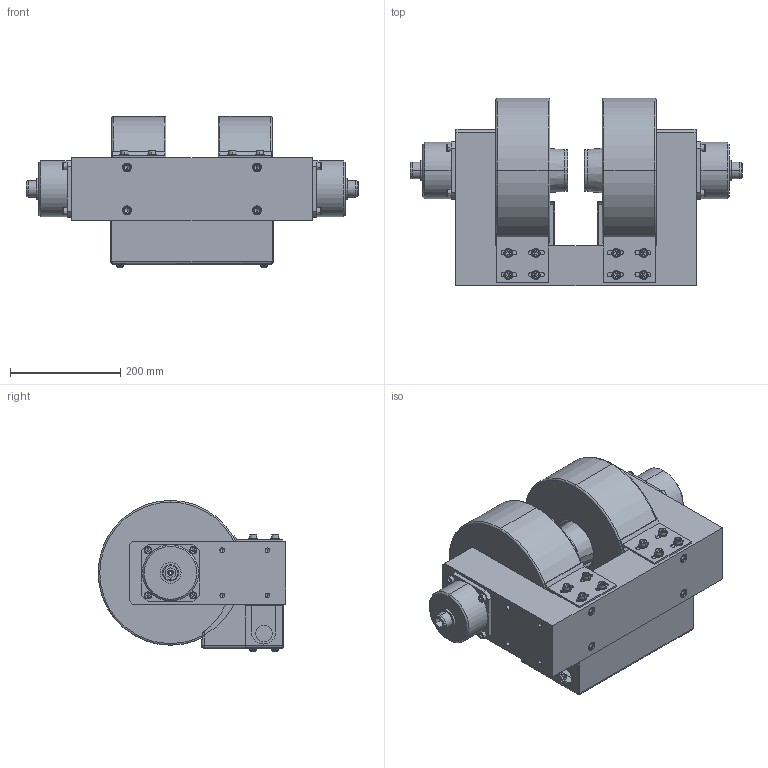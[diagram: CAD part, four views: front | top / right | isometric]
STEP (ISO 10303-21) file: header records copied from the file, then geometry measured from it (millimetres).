
FILE_DESCRIPTION (( 'STEP AP214' ), '1' );
FILE_NAME ('GWM_5403.STEP', '2024-10-10T12:32:00', ( '' ), ( '' ), 'SwSTEP 2.0', 'SolidWorks 2022', '' );
FILE_SCHEMA (( 'AUTOMOTIVE_DESIGN' ));
Length unit declared in the file: millimetre
Products named in the file (19): pan head cross recess screw_din_DIN EN ISO 7045 - M6 x 12 - Z - 12N; GMW5403_Pole_hole6mm; GMW5403_Braket; GMW5403_GapKit_Rings; GMW5403_GapKit_P1; GMW5403_GapKit_Screw; GMW5403_CoilBed; GMW5403_Braket_Cable; GMW5403_Pole_hole11mm; plain washer grade a_din_Washer DIN 125 - A 8.4; plain washer grade a_din_Washer DIN 125 - A 6.4; GMW5403_Coil; socket head cap screw_din_DIN 912 M8 x 12 --- 12N; GMW5403_lit; GWM_5403; GMW5403_Frame; socket head cap screw_din_DIN 912 M8 x 16 --- 16N; Gap_kit^GWM_5403; socket head cap screw_din_DIN 912 M8 x 20 --- 20N
Assembly tree (64 placements, depth 3):
  GWM_5403
    GMW5403_Frame
    GMW5403_Pole_hole6mm
    GMW5403_Pole_hole11mm
    GMW5403_Coil  x2
    Gap_kit^GWM_5403  x2
      GMW5403_GapKit_P1
      GMW5403_GapKit_Rings
      GMW5403_GapKit_Screw
    socket head cap screw_din_DIN 912 M8 x 16 --- 16N  x8
    GMW5403_CoilBed  x2
    GMW5403_lit
    GMW5403_Braket
    GMW5403_Braket_Cable
    plain washer grade a_din_Washer DIN 125 - A 8.4  x16
    socket head cap screw_din_DIN 912 M8 x 20 --- 20N  x8
    plain washer grade a_din_Washer DIN 125 - A 6.4  x4
    pan head cross recess screw_din_DIN EN ISO 7045 - M6 x 12 - Z - 12N  x4
    socket head cap screw_din_DIN 912 M8 x 12 --- 12N  x8
Bounding box: 603 x 340.9 x 274.48 mm (x, y, z)
Volume: 18789255.9 mm3; surface area: 1464962.7 mm2
Topology: 66 solids, 66 shells, 1762 faces, 4092 edges, 2434 vertices
Faces by surface type: plane 674, cylinder 608, cone 318, torus 136, bspline 14, sphere 12
Entity records: 28346 total; most frequent: CARTESIAN_POINT 7950, DIRECTION 4185, ORIENTED_EDGE 3630, EDGE_CURVE 1815, AXIS2_PLACEMENT_3D 1645, VERTEX_POINT 1123, EDGE_LOOP 938, LINE 895
